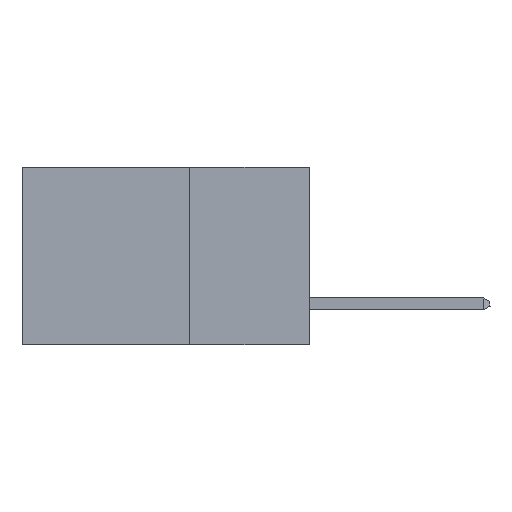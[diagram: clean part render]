
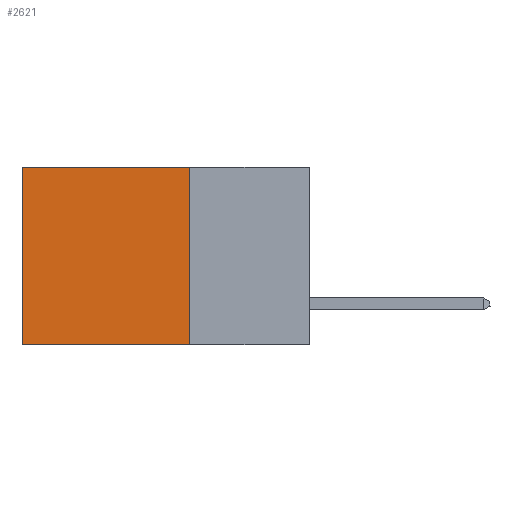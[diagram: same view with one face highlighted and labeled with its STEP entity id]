
A CAD part, left-side view. The second image highlights one B-rep face of the part: STEP entity #2621.
In plain terms, the highlighted planar face has unit normal (-1, 0, 0).
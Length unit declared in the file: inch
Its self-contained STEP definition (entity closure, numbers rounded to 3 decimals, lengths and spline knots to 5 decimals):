
#126 = DIRECTION ( 'NONE',  ( 0., 0., -1. ) ) ;
#1071 = EDGE_CURVE ( 'NONE', #10795, #14626, #8497, .T. ) ;
#1832 = CARTESIAN_POINT ( 'NONE',  ( 0.2875, 0.25, 0. ) ) ;
#2159 = LINE ( 'NONE', #2871, #14765 ) ;
#2383 = CARTESIAN_POINT ( 'NONE',  ( 0.2875, 0.25, -0.37 ) ) ;
#2621 = ADVANCED_FACE ( 'NONE', ( #12869 ), #4249, .F. ) ;
#2871 = CARTESIAN_POINT ( 'NONE',  ( 0.2875, 0.6, 0. ) ) ;
#4249 = PLANE ( 'NONE',  #5362 ) ;
#4297 = CARTESIAN_POINT ( 'NONE',  ( 0.2875, 0.25, 0. ) ) ;
#5362 = AXIS2_PLACEMENT_3D ( 'NONE', #5647, #15036, #12472 ) ;
#5647 = CARTESIAN_POINT ( 'NONE',  ( 0.2875, 0.25, 0. ) ) ;
#5749 = EDGE_LOOP ( 'NONE', ( #12610, #15874, #11833, #8359 ) ) ;
#7847 = VERTEX_POINT ( 'NONE', #2383 ) ;
#8005 = CARTESIAN_POINT ( 'NONE',  ( 0.2875, 0.6, 0. ) ) ;
#8007 = EDGE_CURVE ( 'NONE', #14626, #16680, #2159, .T. ) ;
#8359 = ORIENTED_EDGE ( 'NONE', *, *, #1071, .T. ) ;
#8444 = CARTESIAN_POINT ( 'NONE',  ( 0.2875, 0.25, -0.37 ) ) ;
#8497 = LINE ( 'NONE', #4297, #17050 ) ;
#8499 = DIRECTION ( 'NONE',  ( 0., 1., 0. ) ) ;
#8841 = VECTOR ( 'NONE', #8499, 39.37008 ) ;
#9732 = EDGE_CURVE ( 'NONE', #10795, #7847, #15936, .T. ) ;
#9761 = EDGE_CURVE ( 'NONE', #7847, #16680, #13228, .T. ) ;
#10795 = VERTEX_POINT ( 'NONE', #16182 ) ;
#10880 = DIRECTION ( 'NONE',  ( 0., 1., 0. ) ) ;
#11833 = ORIENTED_EDGE ( 'NONE', *, *, #9732, .F. ) ;
#12401 = VECTOR ( 'NONE', #14043, 39.37008 ) ;
#12472 = DIRECTION ( 'NONE',  ( 0., 0., -1. ) ) ;
#12610 = ORIENTED_EDGE ( 'NONE', *, *, #8007, .T. ) ;
#12869 = FACE_OUTER_BOUND ( 'NONE', #5749, .T. ) ;
#13228 = LINE ( 'NONE', #8444, #8841 ) ;
#13996 = CARTESIAN_POINT ( 'NONE',  ( 0.2875, 0.6, -0.37 ) ) ;
#14043 = DIRECTION ( 'NONE',  ( 0., 0., -1. ) ) ;
#14626 = VERTEX_POINT ( 'NONE', #8005 ) ;
#14765 = VECTOR ( 'NONE', #126, 39.37008 ) ;
#15036 = DIRECTION ( 'NONE',  ( 1., 0., 0. ) ) ;
#15874 = ORIENTED_EDGE ( 'NONE', *, *, #9761, .F. ) ;
#15936 = LINE ( 'NONE', #1832, #12401 ) ;
#16182 = CARTESIAN_POINT ( 'NONE',  ( 0.2875, 0.25, 0. ) ) ;
#16680 = VERTEX_POINT ( 'NONE', #13996 ) ;
#17050 = VECTOR ( 'NONE', #10880, 39.37008 ) ;
